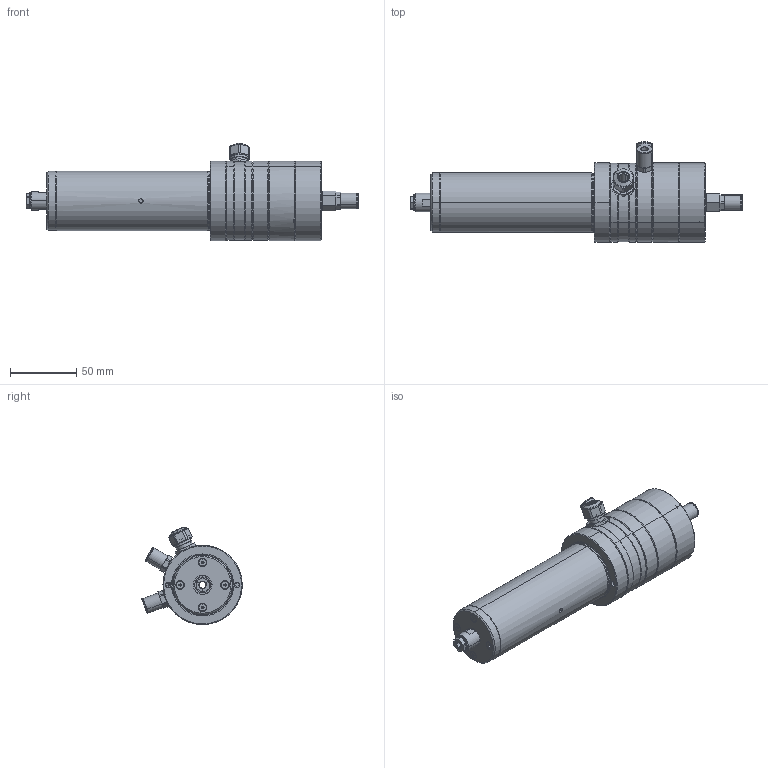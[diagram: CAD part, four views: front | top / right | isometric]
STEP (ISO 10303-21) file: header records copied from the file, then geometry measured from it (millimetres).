
FILE_DESCRIPTION (( 'STEP AP203' ), '1' );
FILE_NAME ('045A050P-01-.STEP', '2012-12-05T10:01:10', ( '' ), ( '' ), 'SwSTEP 2.0', 'SolidWorks 2012', '' );
FILE_SCHEMA (( 'CONFIG_CONTROL_DESIGN' ));
Length unit declared in the file: millimetre
Products named in the file (1): 045A050P-01-
Bounding box: 251.24 x 76.05 x 73.51 mm (x, y, z)
Surface area: 55724.7 mm2 (no closed solid volume)
Topology: 0 solids, 36 shells, 373 faces, 1066 edges, 726 vertices
Faces by surface type: plane 155, cylinder 128, cone 74, torus 16
Entity records: 12605 total; most frequent: CARTESIAN_POINT 2613, DIRECTION 2220, ORIENTED_EDGE 1792, EDGE_CURVE 1054, AXIS2_PLACEMENT_3D 842, VERTEX_POINT 726, VECTOR 536, LINE 536
